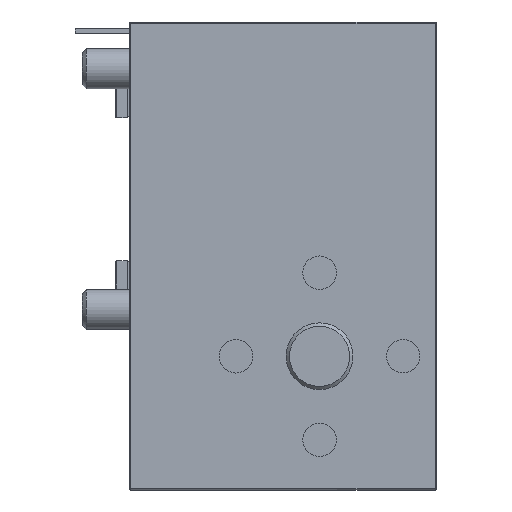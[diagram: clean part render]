
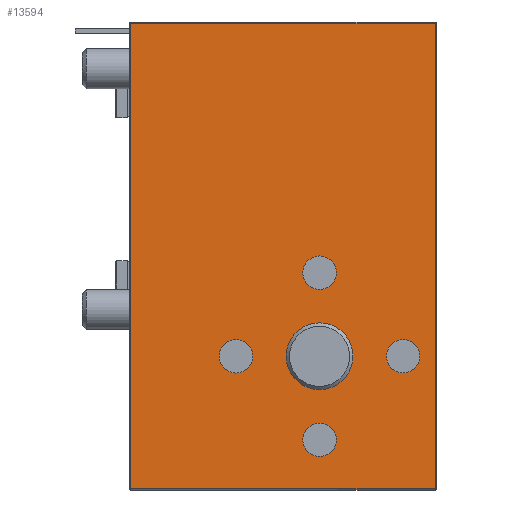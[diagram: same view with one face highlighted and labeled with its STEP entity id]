
A CAD part, left-side view. The second image highlights one B-rep face of the part: STEP entity #13594.
In plain terms, the highlighted planar face has unit normal (-1, 0, 0).
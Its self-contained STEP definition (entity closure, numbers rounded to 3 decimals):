
#466=CIRCLE('',#13954,2.5);
#468=CIRCLE('',#13957,2.5);
#470=CIRCLE('',#13960,2.5);
#472=CIRCLE('',#13963,2.5);
#520=CIRCLE('',#14296,5.);
#2191=ORIENTED_EDGE('',*,*,#3459,.T.);
#2192=ORIENTED_EDGE('',*,*,#3457,.T.);
#2193=ORIENTED_EDGE('',*,*,#3455,.T.);
#2194=ORIENTED_EDGE('',*,*,#3453,.T.);
#2195=ORIENTED_EDGE('',*,*,#4186,.F.);
#2196=ORIENTED_EDGE('',*,*,#4187,.T.);
#2197=ORIENTED_EDGE('',*,*,#3917,.F.);
#2198=ORIENTED_EDGE('',*,*,#3913,.T.);
#2199=ORIENTED_EDGE('',*,*,#4188,.F.);
#3453=EDGE_CURVE('',#4756,#4756,#466,.T.);
#3455=EDGE_CURVE('',#4758,#4758,#468,.T.);
#3457=EDGE_CURVE('',#4760,#4760,#470,.T.);
#3459=EDGE_CURVE('',#4762,#4762,#472,.T.);
#3913=EDGE_CURVE('',#4912,#5081,#5953,.T.);
#3917=EDGE_CURVE('',#4912,#5084,#5957,.F.);
#4186=EDGE_CURVE('',#5235,#5081,#6160,.T.);
#4187=EDGE_CURVE('',#5235,#5084,#6161,.T.);
#4188=EDGE_CURVE('',#5236,#5236,#520,.T.);
#4756=VERTEX_POINT('',#17599);
#4758=VERTEX_POINT('',#17604);
#4760=VERTEX_POINT('',#17609);
#4762=VERTEX_POINT('',#17614);
#4912=VERTEX_POINT('',#19129);
#5081=VERTEX_POINT('',#21154);
#5084=VERTEX_POINT('',#21166);
#5235=VERTEX_POINT('',#21717);
#5236=VERTEX_POINT('',#21722);
#5953=LINE('',#21157,#6874);
#5957=LINE('',#21165,#6878);
#6160=LINE('',#21718,#7081);
#6161=LINE('',#21720,#7082);
#6874=VECTOR('',#15652,1000.);
#6878=VECTOR('',#15660,1000.);
#7081=VECTOR('',#16179,1000.);
#7082=VECTOR('',#16182,1000.);
#7707=EDGE_LOOP('',(#2191));
#7708=EDGE_LOOP('',(#2192));
#7709=EDGE_LOOP('',(#2193));
#7710=EDGE_LOOP('',(#2194));
#7711=EDGE_LOOP('',(#2195,#2196,#2197,#2198));
#7712=EDGE_LOOP('',(#2199));
#8434=FACE_BOUND('',#7707,.T.);
#8435=FACE_BOUND('',#7708,.T.);
#8436=FACE_BOUND('',#7709,.T.);
#8437=FACE_BOUND('',#7710,.T.);
#8438=FACE_BOUND('',#7711,.T.);
#8439=FACE_BOUND('',#7712,.T.);
#9012=PLANE('',#14295);
#13594=ADVANCED_FACE('',(#8434,#8435,#8436,#8437,#8438,#8439),#9012,.T.);
#13954=AXIS2_PLACEMENT_3D('',#17598,#14938,#14939);
#13957=AXIS2_PLACEMENT_3D('',#17603,#14944,#14945);
#13960=AXIS2_PLACEMENT_3D('',#17608,#14950,#14951);
#13963=AXIS2_PLACEMENT_3D('',#17613,#14956,#14957);
#14295=AXIS2_PLACEMENT_3D('',#21719,#16180,#16181);
#14296=AXIS2_PLACEMENT_3D('',#21721,#16183,#16184);
#14938=DIRECTION('',(1.,0.,0.));
#14939=DIRECTION('',(0.,1.,0.));
#14944=DIRECTION('',(1.,0.,0.));
#14945=DIRECTION('',(0.,1.,0.));
#14950=DIRECTION('',(1.,0.,0.));
#14951=DIRECTION('',(0.,1.,0.));
#14956=DIRECTION('',(1.,0.,0.));
#14957=DIRECTION('',(0.,1.,0.));
#15652=DIRECTION('',(0.,0.,1.));
#15660=DIRECTION('',(0.,-1.,0.));
#16179=DIRECTION('',(0.,-1.,0.));
#16180=DIRECTION('',(-1.,0.,0.));
#16181=DIRECTION('',(0.,1.,0.));
#16182=DIRECTION('',(0.,0.,-1.));
#16183=DIRECTION('',(-1.,0.,0.));
#16184=DIRECTION('',(0.,0.,1.));
#17598=CARTESIAN_POINT('',(-25.,-41.,-25.));
#17599=CARTESIAN_POINT('',(-25.,-38.5,-25.));
#17603=CARTESIAN_POINT('',(-25.,-28.5,-12.5));
#17604=CARTESIAN_POINT('',(-25.,-26.,-12.5));
#17608=CARTESIAN_POINT('',(-25.,-16.,-25.));
#17609=CARTESIAN_POINT('',(-25.,-13.5,-25.));
#17613=CARTESIAN_POINT('',(-25.,-28.5,-37.5));
#17614=CARTESIAN_POINT('',(-25.,-26.,-37.5));
#19129=CARTESIAN_POINT('',(-25.,-45.8,-44.8));
#21154=CARTESIAN_POINT('',(-25.,-45.8,24.8));
#21157=CARTESIAN_POINT('',(-25.,-45.8,25.));
#21165=CARTESIAN_POINT('',(-25.,-25.,-44.8));
#21166=CARTESIAN_POINT('',(-25.,-0.2,-44.8));
#21717=CARTESIAN_POINT('',(-25.,-0.2,24.8));
#21718=CARTESIAN_POINT('',(-25.,-25.,24.8));
#21719=CARTESIAN_POINT('',(-25.,-25.,25.));
#21720=CARTESIAN_POINT('',(-25.,-0.2,25.));
#21721=CARTESIAN_POINT('',(-25.,-28.5,-25.));
#21722=CARTESIAN_POINT('',(-25.,-28.5,-20.));
